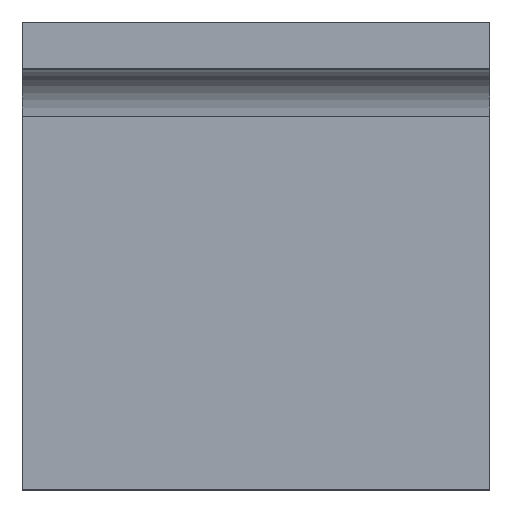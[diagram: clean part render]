
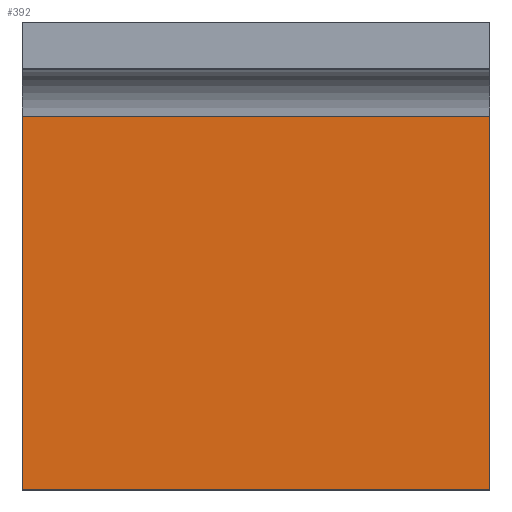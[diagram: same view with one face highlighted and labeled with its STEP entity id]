
A CAD part, top view. The second image highlights one B-rep face of the part: STEP entity #392.
In plain terms, the highlighted planar face has unit normal (0, 0, 1).
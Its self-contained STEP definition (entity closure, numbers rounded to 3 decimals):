
#107=DIRECTION('',(1.,0.,0.));
#108=VECTOR('',#107,50.);
#109=CARTESIAN_POINT('',(-50.,-10.,-45.));
#110=LINE('',#109,#108);
#125=DIRECTION('',(0.,-1.,0.));
#126=VECTOR('',#125,40.);
#127=CARTESIAN_POINT('',(0.,-10.,-45.));
#128=LINE('',#127,#126);
#129=DIRECTION('',(-1.,0.,0.));
#130=VECTOR('',#129,50.);
#131=CARTESIAN_POINT('',(0.,-50.,-45.));
#132=LINE('',#131,#130);
#133=DIRECTION('',(0.,1.,0.));
#134=VECTOR('',#133,40.);
#135=CARTESIAN_POINT('',(-50.,-50.,-45.));
#136=LINE('',#135,#134);
#165=CARTESIAN_POINT('',(0.,-10.,-45.));
#166=CARTESIAN_POINT('',(0.,-50.,-45.));
#167=VERTEX_POINT('',#165);
#168=VERTEX_POINT('',#166);
#169=CARTESIAN_POINT('',(-50.,-50.,-45.));
#170=VERTEX_POINT('',#169);
#171=CARTESIAN_POINT('',(-50.,-10.,-45.));
#172=VERTEX_POINT('',#171);
#381=CARTESIAN_POINT('',(0.,0.,-45.));
#382=DIRECTION('',(0.,0.,-1.));
#383=DIRECTION('',(1.,0.,0.));
#384=AXIS2_PLACEMENT_3D('',#381,#382,#383);
#385=PLANE('',#384);
#386=ORIENTED_EDGE('',*,*,#288,.T.);
#387=ORIENTED_EDGE('',*,*,#302,.T.);
#388=ORIENTED_EDGE('',*,*,#316,.T.);
#389=ORIENTED_EDGE('',*,*,#373,.T.);
#390=EDGE_LOOP('',(#386,#387,#388,#389));
#391=FACE_OUTER_BOUND('',#390,.F.);
#392=ADVANCED_FACE('',(#391),#385,.F.);
#288=EDGE_CURVE('',#167,#168,#128,.T.);
#302=EDGE_CURVE('',#168,#170,#132,.T.);
#316=EDGE_CURVE('',#170,#172,#136,.T.);
#373=EDGE_CURVE('',#172,#167,#110,.T.);
